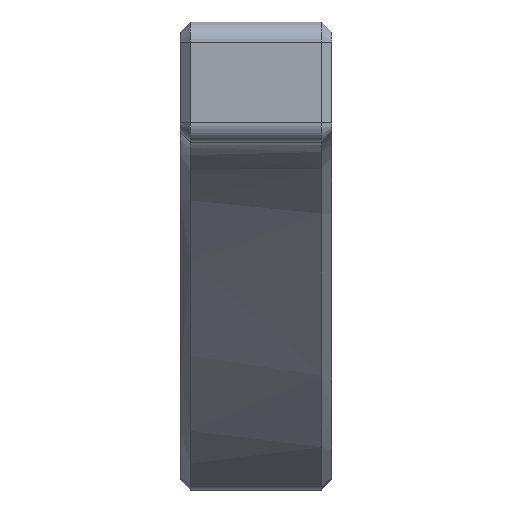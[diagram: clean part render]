
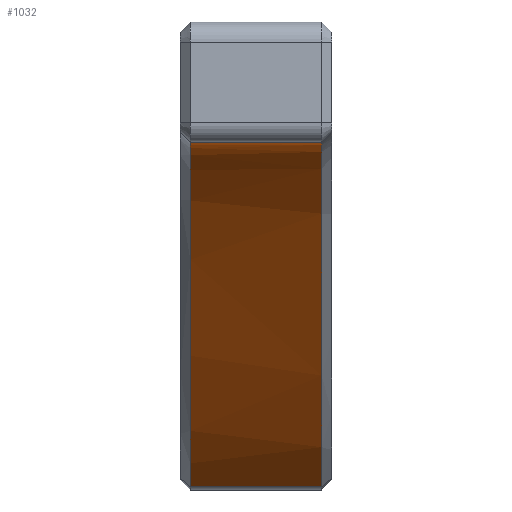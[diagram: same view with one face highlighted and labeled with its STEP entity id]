
A CAD part, left-side view. The second image highlights one B-rep face of the part: STEP entity #1032.
In plain terms, the highlighted free-form (B-spline) face has degree [3, 1] with [4, 2] control points.
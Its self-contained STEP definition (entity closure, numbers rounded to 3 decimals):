
#1 = CARTESIAN_POINT ( 'NONE',  ( 2.296, 0.5, -21.472 ) ) ;
#9 = CARTESIAN_POINT ( 'NONE',  ( 2.296, 7., -21.472 ) ) ;
#101 = EDGE_LOOP ( 'NONE', ( #1290, #1014, #392, #350 ) ) ;
#133 = CARTESIAN_POINT ( 'NONE',  ( -1.696, 7.5, -22.204 ) ) ;
#173 = EDGE_CURVE ( 'NONE', #631, #617, #404, .T. ) ;
#210 = CARTESIAN_POINT ( 'NONE',  ( 17.688, 7., -39.249 ) ) ;
#341 = DIRECTION ( 'NONE',  ( 0., -1., 0. ) ) ;
#350 = ORIENTED_EDGE ( 'NONE', *, *, #826, .T. ) ;
#355 = CARTESIAN_POINT ( 'NONE',  ( 2.296, 0.5, -21.472 ) ) ;
#392 = ORIENTED_EDGE ( 'NONE', *, *, #1205, .F. ) ;
#402 = VERTEX_POINT ( 'NONE', #1124 ) ;
#404 = B_SPLINE_CURVE_WITH_KNOTS ( 'NONE', 3,
 ( #1004, #888, #355, #1425 ),
 .UNSPECIFIED., .F., .F.,
 ( 4, 4 ),
 ( 0., 1. ),
 .UNSPECIFIED. ) ;
#428 = CARTESIAN_POINT ( 'NONE',  ( 11.186, 7., -35.152 ) ) ;
#480 = LINE ( 'NONE', #1284, #1321 ) ;
#503 = FACE_OUTER_BOUND ( 'NONE', #101, .T. ) ;
#504 = CARTESIAN_POINT ( 'NONE',  ( 17.688, 0.5, -39.249 ) ) ;
#617 = VERTEX_POINT ( 'NONE', #1382 ) ;
#631 = VERTEX_POINT ( 'NONE', #504 ) ;
#710 = DIRECTION ( 'NONE',  ( 0., -1., 0. ) ) ;
#753 = CARTESIAN_POINT ( 'NONE',  ( -1.696, 7., -22.204 ) ) ;
#826 = EDGE_CURVE ( 'NONE', #1363, #402, #1078, .T. ) ;
#836 = CARTESIAN_POINT ( 'NONE',  ( 17.688, 7., -39.249 ) ) ;
#851 = CARTESIAN_POINT ( 'NONE',  ( 17.688, 0.5, -39.249 ) ) ;
#888 = CARTESIAN_POINT ( 'NONE',  ( 11.186, 0.5, -35.152 ) ) ;
#980 = CARTESIAN_POINT ( 'NONE',  ( 11.186, 0.5, -35.152 ) ) ;
#1004 = CARTESIAN_POINT ( 'NONE',  ( 17.688, 0.5, -39.249 ) ) ;
#1014 = ORIENTED_EDGE ( 'NONE', *, *, #173, .T. ) ;
#1032 = ADVANCED_FACE ( 'NONE', ( #503 ), #1305, .F. ) ;
#1047 = LINE ( 'NONE', #133, #1139 ) ;
#1067 = CARTESIAN_POINT ( 'NONE',  ( -1.696, 7., -22.204 ) ) ;
#1078 = B_SPLINE_CURVE_WITH_KNOTS ( 'NONE', 3,
 ( #1420, #1291, #1415, #210 ),
 .UNSPECIFIED., .F., .F.,
 ( 4, 4 ),
 ( 0., 1. ),
 .UNSPECIFIED. ) ;
#1105 = CARTESIAN_POINT ( 'NONE',  ( -1.696, 0.5, -22.204 ) ) ;
#1124 = CARTESIAN_POINT ( 'NONE',  ( 17.688, 7., -39.249 ) ) ;
#1139 = VECTOR ( 'NONE', #341, 1000. ) ;
#1205 = EDGE_CURVE ( 'NONE', #1363, #617, #1047, .T. ) ;
#1284 = CARTESIAN_POINT ( 'NONE',  ( 17.688, 7.5, -39.249 ) ) ;
#1290 = ORIENTED_EDGE ( 'NONE', *, *, #1329, .T. ) ;
#1291 = CARTESIAN_POINT ( 'NONE',  ( 2.296, 7., -21.472 ) ) ;
#1305 = B_SPLINE_SURFACE_WITH_KNOTS ( 'NONE', 3, 1, ( 
 ( #836, #851 ),
 ( #428, #980 ),
 ( #9, #1 ),
 ( #753, #1105 ) ),
 .UNSPECIFIED., .F., .F., .F.,
 ( 4, 4 ),
 ( 2, 2 ),
 ( 0.013, 1. ),
 ( 0., 1. ),
 .UNSPECIFIED. ) ;
#1321 = VECTOR ( 'NONE', #710, 1000. ) ;
#1329 = EDGE_CURVE ( 'NONE', #402, #631, #480, .T. ) ;
#1363 = VERTEX_POINT ( 'NONE', #1067 ) ;
#1382 = CARTESIAN_POINT ( 'NONE',  ( -1.696, 0.5, -22.204 ) ) ;
#1415 = CARTESIAN_POINT ( 'NONE',  ( 11.186, 7., -35.152 ) ) ;
#1420 = CARTESIAN_POINT ( 'NONE',  ( -1.696, 7., -22.204 ) ) ;
#1425 = CARTESIAN_POINT ( 'NONE',  ( -1.696, 0.5, -22.204 ) ) ;
